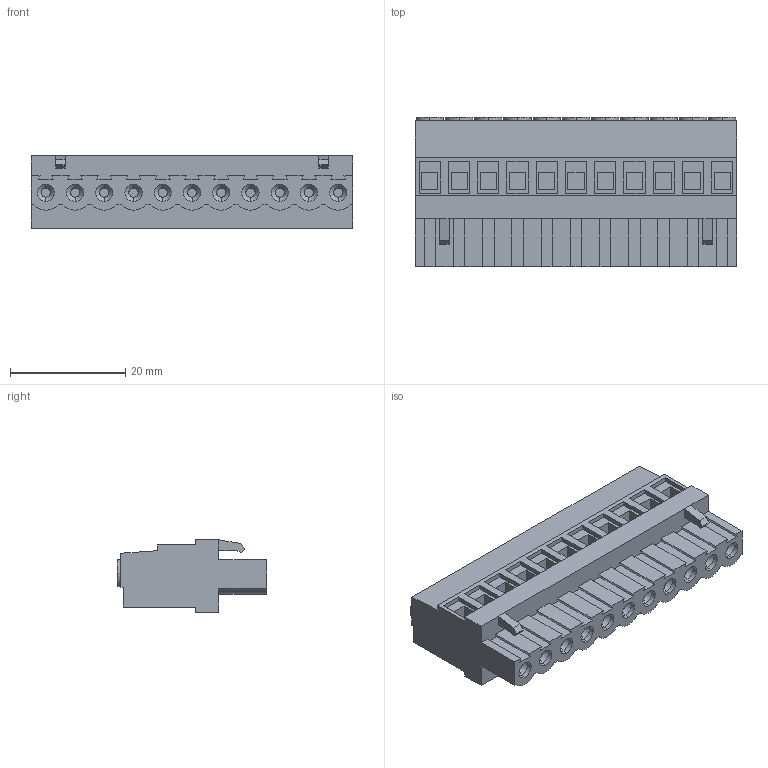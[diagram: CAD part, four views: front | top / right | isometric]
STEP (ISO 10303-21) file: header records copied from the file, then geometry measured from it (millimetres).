
FILE_DESCRIPTION (( 'STEP AP203' ), '1' );
FILE_NAME ('SOKETLI BASKILI DEVRE KLEMENSI - 5,08 MM DIK DISI - 11 LI.STEP', '2018-09-11T13:21:49', ( 'user' ), ( '' ), 'SwSTEP 2.0', 'SolidWorks 2016', '' );
FILE_SCHEMA (( 'CONFIG_CONTROL_DESIGN' ));
Length unit declared in the file: millimetre
Products named in the file (1): SOKETLI BASKILI DEVRE KLEMENSI - 5,08 MM DIK DISI - 11 LI
Bounding box: 55.82 x 25.9 x 12.6 mm (x, y, z)
Volume: 11273.2 mm3; surface area: 7163.7 mm2
Topology: 1 solids, 1 shells, 410 faces, 1044 edges, 680 vertices
Faces by surface type: plane 278, cylinder 110, cone 22
Entity records: 12429 total; most frequent: CARTESIAN_POINT 2135, DIRECTION 2130, ORIENTED_EDGE 2088, EDGE_CURVE 1044, LINE 780, VECTOR 780, VERTEX_POINT 680, AXIS2_PLACEMENT_3D 675
